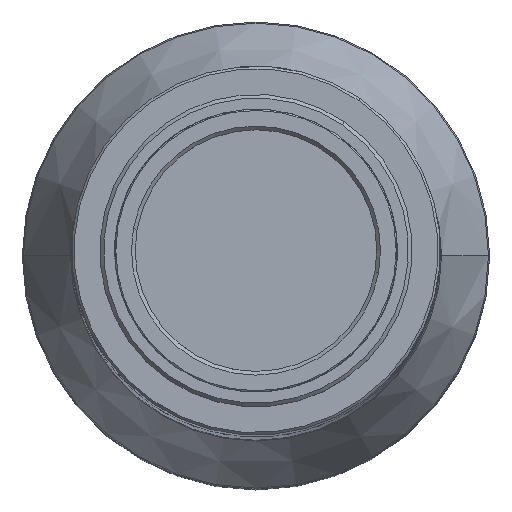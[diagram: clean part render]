
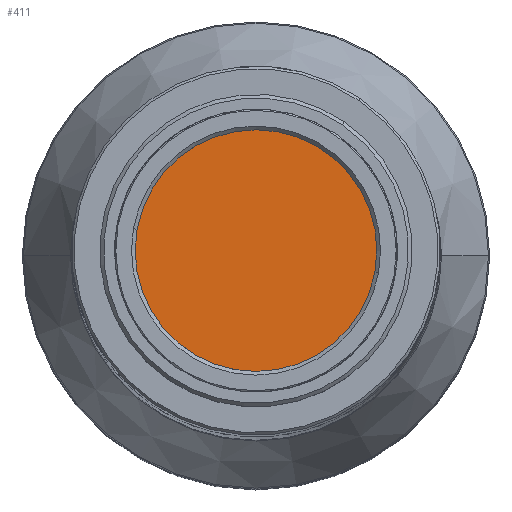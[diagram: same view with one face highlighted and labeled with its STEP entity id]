
A CAD part, top view. The second image highlights one B-rep face of the part: STEP entity #411.
In plain terms, the highlighted planar face has unit normal (0, 0, 1).
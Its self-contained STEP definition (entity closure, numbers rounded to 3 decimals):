
#143 = DIRECTION ( 'NONE',  ( 0., 1., 0. ) ) ;
#226 = EDGE_CURVE ( 'NONE', #1497, #413, #836, .T. ) ;
#232 = CIRCLE ( 'NONE', #1397, 9.825 ) ;
#245 = DIRECTION ( 'NONE',  ( 0., 1., 0. ) ) ;
#259 = EDGE_LOOP ( 'NONE', ( #734, #396 ) ) ;
#320 = AXIS2_PLACEMENT_3D ( 'NONE', #918, #815, #143 ) ;
#396 = ORIENTED_EDGE ( 'NONE', *, *, #226, .T. ) ;
#405 = CARTESIAN_POINT ( 'NONE',  ( 9.672, -1.725, 207.921 ) ) ;
#411 = ADVANCED_FACE ( 'NONE', ( #1405 ), #541, .F. ) ;
#413 = VERTEX_POINT ( 'NONE', #405 ) ;
#469 = CARTESIAN_POINT ( 'NONE',  ( 0., 0., 207.921 ) ) ;
#521 = CARTESIAN_POINT ( 'NONE',  ( -9.672, 1.725, 207.921 ) ) ;
#541 = PLANE ( 'NONE',  #320 ) ;
#606 = DIRECTION ( 'NONE',  ( 0., 1., 0. ) ) ;
#625 = CARTESIAN_POINT ( 'NONE',  ( 0., 0., 207.921 ) ) ;
#734 = ORIENTED_EDGE ( 'NONE', *, *, #837, .T. ) ;
#815 = DIRECTION ( 'NONE',  ( 0., 0., -1. ) ) ;
#836 = CIRCLE ( 'NONE', #1021, 9.825 ) ;
#837 = EDGE_CURVE ( 'NONE', #413, #1497, #232, .T. ) ;
#918 = CARTESIAN_POINT ( 'NONE',  ( 0., 11.553, 207.921 ) ) ;
#1021 = AXIS2_PLACEMENT_3D ( 'NONE', #469, #1113, #606 ) ;
#1113 = DIRECTION ( 'NONE',  ( 0., 0., 1. ) ) ;
#1247 = DIRECTION ( 'NONE',  ( 0., 0., 1. ) ) ;
#1397 = AXIS2_PLACEMENT_3D ( 'NONE', #625, #1247, #245 ) ;
#1405 = FACE_OUTER_BOUND ( 'NONE', #259, .T. ) ;
#1497 = VERTEX_POINT ( 'NONE', #521 ) ;
